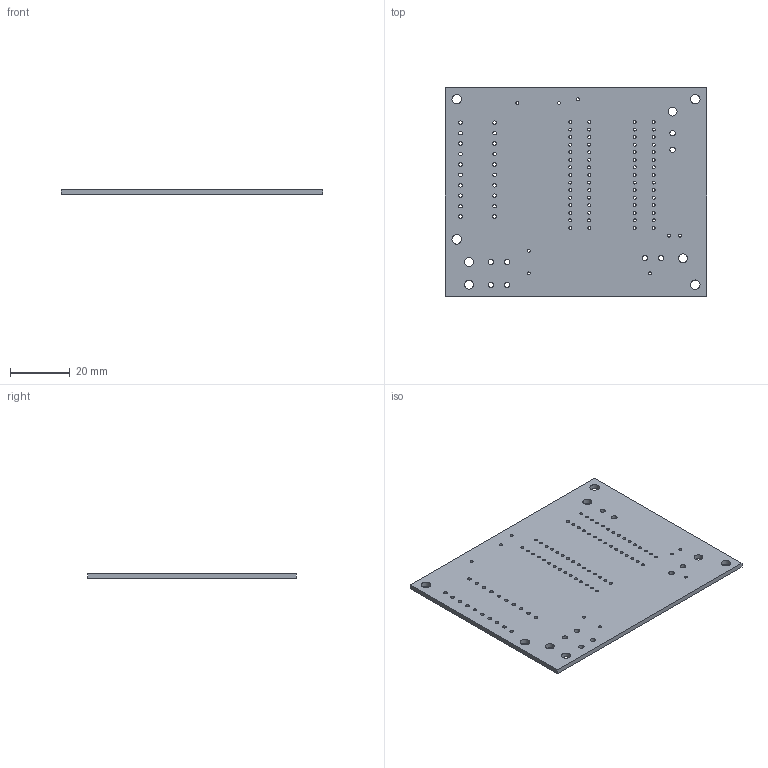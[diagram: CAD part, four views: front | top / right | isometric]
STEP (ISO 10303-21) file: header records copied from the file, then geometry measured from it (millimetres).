
FILE_DESCRIPTION(('KiCad electronic assembly'),'2;1');
FILE_NAME('fuelCellControl.step','2022-11-23T16:46:15',('Pcbnew'),( 'Kicad'),'Open CASCADE STEP processor 7.6','KiCad to STEP converter' ,'Unknown');
FILE_SCHEMA(('AUTOMOTIVE_DESIGN { 1 0 10303 214 1 1 1 1 }'));
Length unit declared in the file: millimetre
Products named in the file (2): fuelCellControl 1; fuelCellControl PCB
Assembly tree (1 placements, depth 2):
  fuelCellControl 1
    fuelCellControl PCB
Bounding box: 87.63 x 69.85 x 1.6 mm (x, y, z)
Volume: 9542.6 mm3; surface area: 13091.7 mm2
Topology: 1 solids, 1 shells, 110 faces, 324 edges, 216 vertices
Faces by surface type: cylinder 104, plane 6
Full cylindrical faces by diameter (mm): 1 x68, 1.2 x20, 1.8 x8, 3 x4, 3.2 x4
Entity records: 9095 total; most frequent: CARTESIAN_POINT 2548, DIRECTION 1196, ORIENTED_EDGE 648, PCURVE 648, DEFINITIONAL_REPRESENTATION 648, LINE 556, VECTOR 556, EDGE_CURVE 324
